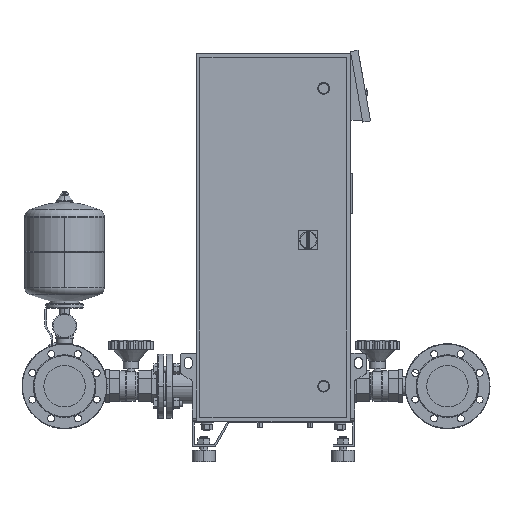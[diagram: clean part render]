
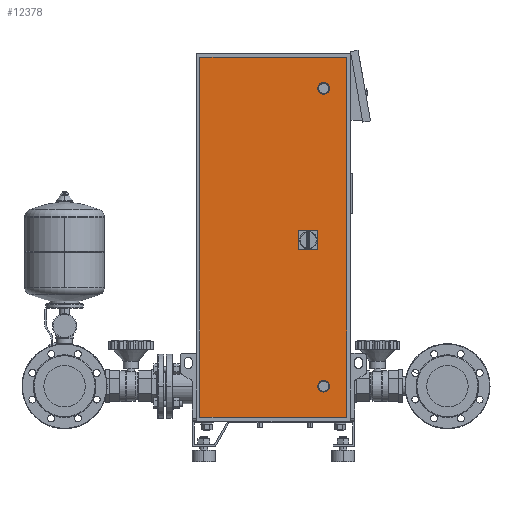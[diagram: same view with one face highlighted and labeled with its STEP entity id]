
A CAD part, left-side view. The second image highlights one B-rep face of the part: STEP entity #12378.
In plain terms, the highlighted free-form (B-spline) face has degree [1, 1] with [2, 2] control points.
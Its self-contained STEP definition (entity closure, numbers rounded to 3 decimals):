
#11856=CARTESIAN_POINT('',(-200.0,-130.0,950.0));
#11857=VERTEX_POINT('',#11856);
#11873=CARTESIAN_POINT('',(-200.0,-130.0,980.0));
#11874=VERTEX_POINT('',#11873);
#11881=CARTESIAN_POINT('',(-200.0,-130.0,965.0));
#11882=DIRECTION('',(1.0,0.0,0.0));
#11883=DIRECTION('',(0.0,0.0,-1.0));
#11884=AXIS2_PLACEMENT_3D('',#11881,#11882,#11883);
#11885=CIRCLE('',#11884,15.0);
#11886=EDGE_CURVE('',#11857,#11874,#11885,.T.);
#11980=CARTESIAN_POINT('',(-200.0,-130.0,180.0));
#11981=VERTEX_POINT('',#11980);
#11997=CARTESIAN_POINT('',(-200.0,-130.0,210.0));
#11998=VERTEX_POINT('',#11997);
#12005=CARTESIAN_POINT('',(-200.0,-130.0,195.0));
#12006=DIRECTION('',(1.0,0.0,0.0));
#12007=DIRECTION('',(0.0,0.0,-1.0));
#12008=AXIS2_PLACEMENT_3D('',#12005,#12006,#12007);
#12009=CIRCLE('',#12008,15.0);
#12010=EDGE_CURVE('',#11981,#11998,#12009,.T.);
#12079=CARTESIAN_POINT('',(-200.0,-130.0,195.0));
#12080=DIRECTION('',(1.0,0.0,0.0));
#12081=DIRECTION('',(0.0,0.0,-1.0));
#12082=AXIS2_PLACEMENT_3D('',#12079,#12080,#12081);
#12083=CIRCLE('',#12082,15.0);
#12084=EDGE_CURVE('',#11998,#11981,#12083,.T.);
#12144=CARTESIAN_POINT('',(-200.0,190.0,115.0));
#12145=VERTEX_POINT('',#12144);
#12146=CARTESIAN_POINT('',(-200.0,-190.0,115.0));
#12147=VERTEX_POINT('',#12146);
#12148=CARTESIAN_POINT('',(-200.0,190.0,115.0));
#12149=DIRECTION('',(0.0,-1.0,0.0));
#12150=VECTOR('',#12149,380.0);
#12151=LINE('',#12148,#12150);
#12152=EDGE_CURVE('',#12145,#12147,#12151,.T.);
#12203=CARTESIAN_POINT('',(-200.0,-130.0,965.0));
#12204=DIRECTION('',(1.0,0.0,0.0));
#12205=DIRECTION('',(0.0,0.0,-1.0));
#12206=AXIS2_PLACEMENT_3D('',#12203,#12204,#12205);
#12207=CIRCLE('',#12206,15.0);
#12208=EDGE_CURVE('',#11874,#11857,#12207,.T.);
#12268=CARTESIAN_POINT('',(-200.0,-190.0,1045.0));
#12269=VERTEX_POINT('',#12268);
#12270=CARTESIAN_POINT('',(-200.0,190.,1045.0));
#12271=VERTEX_POINT('',#12270);
#12272=CARTESIAN_POINT('',(-200.0,-190.0,1045.0));
#12273=DIRECTION('',(0.0,1.0,0.0));
#12274=VECTOR('',#12273,380.);
#12275=LINE('',#12272,#12274);
#12276=EDGE_CURVE('',#12269,#12271,#12275,.T.);
#12330=CARTESIAN_POINT('',(-200.0,-190.0,115.0));
#12331=DIRECTION('',(0.0,0.0,1.0));
#12332=VECTOR('',#12331,930.0);
#12333=LINE('',#12330,#12332);
#12334=EDGE_CURVE('',#12147,#12269,#12333,.T.);
#12349=CARTESIAN_POINT('',(-200.0,190.,1045.0));
#12350=DIRECTION('',(0.0,0.0,-1.0));
#12351=VECTOR('',#12350,930.0);
#12352=LINE('',#12349,#12351);
#12353=EDGE_CURVE('',#12271,#12145,#12352,.T.);
#12359=CARTESIAN_POINT('',(-200.0,190.0,1045.0));
#12360=CARTESIAN_POINT('',(-200.0,190.0,115.0));
#12361=CARTESIAN_POINT('',(-200.0,-190.0,1045.0));
#12362=CARTESIAN_POINT('',(-200.0,-190.0,115.0));
#12363=B_SPLINE_SURFACE_WITH_KNOTS('',1,1,((#12359,#12361),(#12360,#12362)),.UNSPECIFIED.,.F.,.F.,.U.,(2,2),(2,2),(0.0,930.0),(0.0,380.0),.UNSPECIFIED.);
#12364=ORIENTED_EDGE('',*,*,#12353,.T.);
#12365=ORIENTED_EDGE('',*,*,#12152,.T.);
#12366=ORIENTED_EDGE('',*,*,#12334,.T.);
#12367=ORIENTED_EDGE('',*,*,#12276,.T.);
#12368=EDGE_LOOP('',(#12364,#12365,#12366,#12367));
#12369=FACE_OUTER_BOUND('',#12368,.T.);
#12370=ORIENTED_EDGE('',*,*,#12084,.T.);
#12371=ORIENTED_EDGE('',*,*,#12010,.T.);
#12372=EDGE_LOOP('',(#12370,#12371));
#12373=FACE_BOUND('',#12372,.T.);
#12374=ORIENTED_EDGE('',*,*,#12208,.T.);
#12375=ORIENTED_EDGE('',*,*,#11886,.T.);
#12376=EDGE_LOOP('',(#12374,#12375));
#12377=FACE_BOUND('',#12376,.T.);
#12378=ADVANCED_FACE('',(#12369,#12373,#12377),#12363,.T.);
